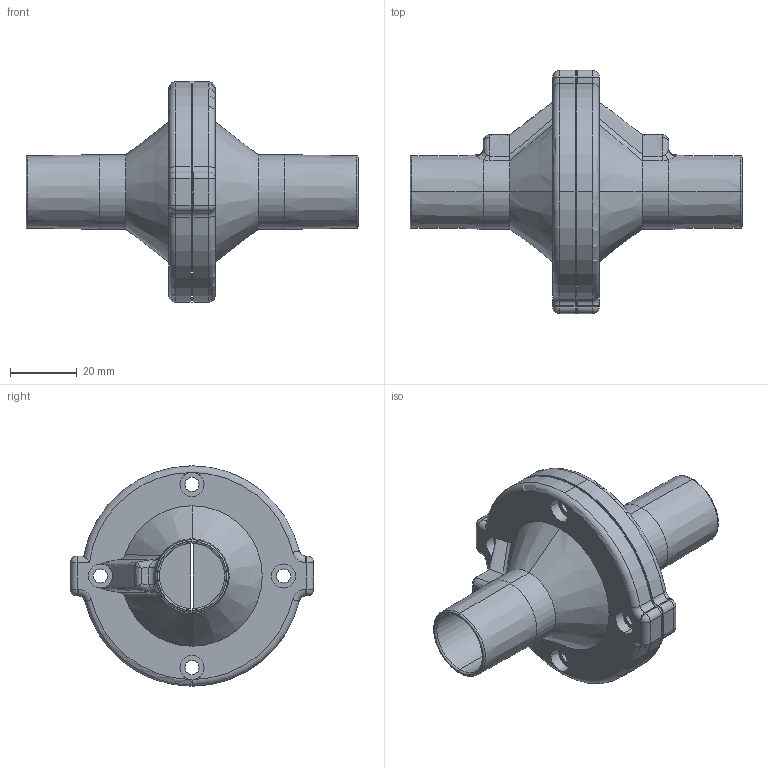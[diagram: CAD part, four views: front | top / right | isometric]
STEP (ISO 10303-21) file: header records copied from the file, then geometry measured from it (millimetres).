
FILE_DESCRIPTION (( 'STEP AP214' ), '1' );
FILE_NAME ('VOM-B37-D20.STEP', '2020-04-03T10:54:30', ( '' ), ( '' ), 'SwSTEP 2.0', 'SolidWorks 2019', '' );
FILE_SCHEMA (( 'AUTOMOTIVE_DESIGN' ));
Length unit declared in the file: millimetre
Products named in the file (1): VOM-B37-D20
Bounding box: 99.74 x 73.07 x 66.17 mm (x, y, z)
Volume: 41478.1 mm3; surface area: 31958.1 mm2
Topology: 4 solids, 4 shells, 226 faces, 597 edges, 371 vertices
Faces by surface type: cylinder 90, plane 66, bspline 30, torus 22, cone 10, sphere 8
Entity records: 11479 total; most frequent: CARTESIAN_POINT 4994, ORIENTED_EDGE 1170, DIRECTION 1120, EDGE_CURVE 585, AXIS2_PLACEMENT_3D 440, VERTEX_POINT 371, EDGE_LOOP 258, CIRCLE 243
